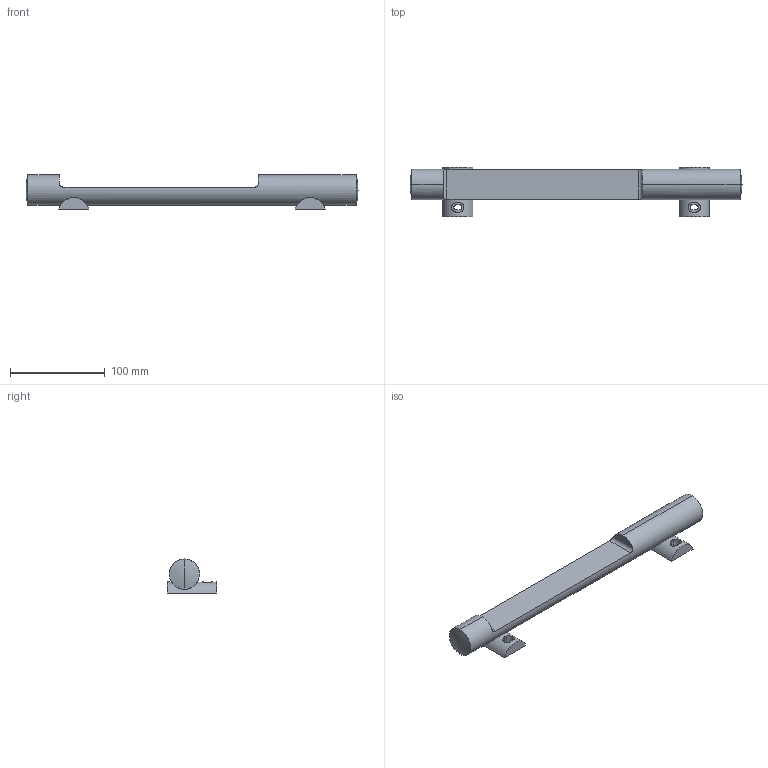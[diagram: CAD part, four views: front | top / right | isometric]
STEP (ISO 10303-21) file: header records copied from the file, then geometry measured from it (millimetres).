
FILE_DESCRIPTION(('starvars output'),'2;1');
FILE_NAME('cv20171024140310000093923.stp','14:03:10 2017/10/24',( 'Thomas Industrial Network Germany GmbH'),( 'Thomas Industrial Network Germany GmbH'),'unknown preprocess','ACIS' ,'unknown authorization');
FILE_SCHEMA(('CONFIG_CONTROL_DESIGN {UNKNOWN IMPLEMENTATION LEVEL}'));
Length unit declared in the file: millimetre
Products named in the file (1): PRODUCT_ID_1
Bounding box: 351 x 52 x 36 mm (x, y, z)
Volume: 239165 mm3; surface area: 40885.5 mm2
Topology: 1 solids, 1 shells, 37 faces, 95 edges, 60 vertices
Faces by surface type: plane 19, cylinder 14, bspline 4
Entity records: 1457 total; most frequent: CARTESIAN_POINT 511, ORIENTED_EDGE 182, DIRECTION 167, EDGE_CURVE 91, VERTEX_POINT 60, AXIS2_PLACEMENT_3D 60, VECTOR 47, LINE 47
